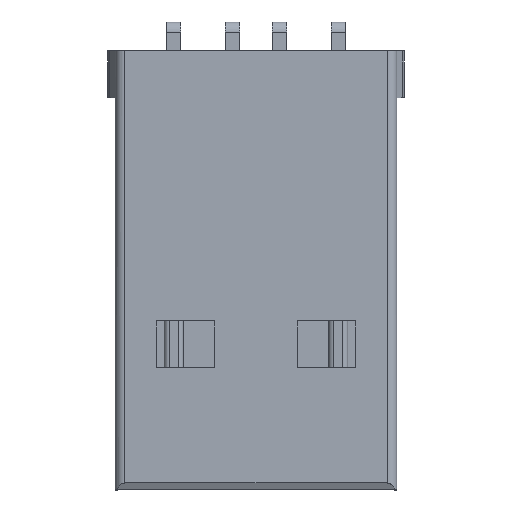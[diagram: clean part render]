
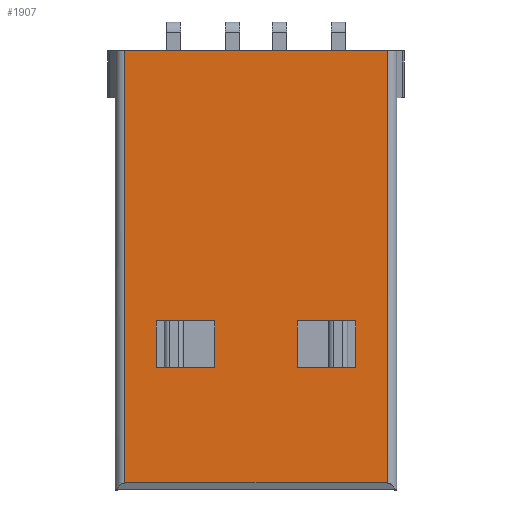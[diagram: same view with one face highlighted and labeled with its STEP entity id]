
A CAD part, front view. The second image highlights one B-rep face of the part: STEP entity #1907.
In plain terms, the highlighted face is planar.
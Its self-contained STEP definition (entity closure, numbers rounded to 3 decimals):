
#5 = VERTEX_POINT ( 'NONE', #2066 ) ;
#33 = CARTESIAN_POINT ( 'NONE',  ( -1.75, -12.5, 3.1 ) ) ;
#304 = VECTOR ( 'NONE', #6833, 1000. ) ;
#716 = CARTESIAN_POINT ( 'NONE',  ( 7., -17.402, 3.1 ) ) ;
#729 = EDGE_CURVE ( 'NONE', #5, #992, #4115, .T. ) ;
#889 = CARTESIAN_POINT ( 'NONE',  ( 1.75, -9.85, 3.1 ) ) ;
#919 = EDGE_CURVE ( 'NONE', #992, #1161, #9093, .T. ) ;
#939 = CARTESIAN_POINT ( 'NONE',  ( -5.597, -3.1, 3.1 ) ) ;
#972 = VERTEX_POINT ( 'NONE', #33 ) ;
#992 = VERTEX_POINT ( 'NONE', #7946 ) ;
#1057 = ORIENTED_EDGE ( 'NONE', *, *, #4682, .F. ) ;
#1161 = VERTEX_POINT ( 'NONE', #3730 ) ;
#1484 = VECTOR ( 'NONE', #6334, 1000. ) ;
#1539 = CARTESIAN_POINT ( 'NONE',  ( -5.597, 1., 3.1 ) ) ;
#1625 = LINE ( 'NONE', #716, #8946 ) ;
#1704 = EDGE_LOOP ( 'NONE', ( #1057, #6114, #6726, #5815 ) ) ;
#1707 = DIRECTION ( 'NONE',  ( 0., 1., 0. ) ) ;
#1764 = LINE ( 'NONE', #3221, #7118 ) ;
#1795 = CARTESIAN_POINT ( 'NONE',  ( -4.25, -9.85, 3.1 ) ) ;
#1907 = ADVANCED_FACE ( 'NONE', ( #3300, #6088, #6965 ), #5408, .T. ) ;
#2011 = EDGE_CURVE ( 'NONE', #972, #6682, #5895, .T. ) ;
#2066 = CARTESIAN_POINT ( 'NONE',  ( 1.75, -10.5, 3.1 ) ) ;
#2165 = VERTEX_POINT ( 'NONE', #8337 ) ;
#2172 = VECTOR ( 'NONE', #9092, 1000. ) ;
#2203 = ORIENTED_EDGE ( 'NONE', *, *, #8832, .T. ) ;
#2303 = EDGE_CURVE ( 'NONE', #5986, #2503, #4655, .T. ) ;
#2503 = VERTEX_POINT ( 'NONE', #1539 ) ;
#2761 = VERTEX_POINT ( 'NONE', #8484 ) ;
#2973 = ORIENTED_EDGE ( 'NONE', *, *, #2011, .T. ) ;
#3119 = VECTOR ( 'NONE', #8362, 1000. ) ;
#3124 = DIRECTION ( 'NONE',  ( -1., 0., 0. ) ) ;
#3133 = ORIENTED_EDGE ( 'NONE', *, *, #6137, .T. ) ;
#3166 = CARTESIAN_POINT ( 'NONE',  ( -1.75, -10.5, 3.1 ) ) ;
#3221 = CARTESIAN_POINT ( 'NONE',  ( 5., -12.5, 3.1 ) ) ;
#3300 = FACE_BOUND ( 'NONE', #6665, .T. ) ;
#3351 = LINE ( 'NONE', #7012, #2172 ) ;
#3398 = EDGE_CURVE ( 'NONE', #3462, #4542, #3351, .T. ) ;
#3462 = VERTEX_POINT ( 'NONE', #6416 ) ;
#3493 = CARTESIAN_POINT ( 'NONE',  ( 5.597, -3.1, 3.1 ) ) ;
#3516 = EDGE_CURVE ( 'NONE', #9066, #2165, #1625, .T. ) ;
#3730 = CARTESIAN_POINT ( 'NONE',  ( 4.25, -12.5, 3.1 ) ) ;
#4115 = LINE ( 'NONE', #7585, #304 ) ;
#4219 = DIRECTION ( 'NONE',  ( 0., 1., 0. ) ) ;
#4438 = LINE ( 'NONE', #939, #6044 ) ;
#4542 = VERTEX_POINT ( 'NONE', #3166 ) ;
#4655 = LINE ( 'NONE', #5974, #8325 ) ;
#4682 = EDGE_CURVE ( 'NONE', #2165, #2503, #4438, .T. ) ;
#4800 = VECTOR ( 'NONE', #7936, 1000. ) ;
#4845 = ORIENTED_EDGE ( 'NONE', *, *, #6547, .T. ) ;
#4939 = CARTESIAN_POINT ( 'NONE',  ( 7., -8.201, 3.1 ) ) ;
#4949 = VECTOR ( 'NONE', #6417, 1000. ) ;
#5264 = CARTESIAN_POINT ( 'NONE',  ( 2., -12.5, 3.1 ) ) ;
#5408 = PLANE ( 'NONE',  #8905 ) ;
#5463 = EDGE_CURVE ( 'NONE', #6682, #3462, #7386, .T. ) ;
#5599 = LINE ( 'NONE', #9054, #1484 ) ;
#5635 = DIRECTION ( 'NONE',  ( 0., 1., 0. ) ) ;
#5815 = ORIENTED_EDGE ( 'NONE', *, *, #2303, .T. ) ;
#5895 = LINE ( 'NONE', #5264, #4800 ) ;
#5974 = CARTESIAN_POINT ( 'NONE',  ( 7., 1., 3.1 ) ) ;
#5986 = VERTEX_POINT ( 'NONE', #6149 ) ;
#6044 = VECTOR ( 'NONE', #6312, 1000. ) ;
#6088 = FACE_BOUND ( 'NONE', #8926, .T. ) ;
#6114 = ORIENTED_EDGE ( 'NONE', *, *, #3516, .F. ) ;
#6137 = EDGE_CURVE ( 'NONE', #1161, #2761, #1764, .T. ) ;
#6149 = CARTESIAN_POINT ( 'NONE',  ( 5.597, 1., 3.1 ) ) ;
#6312 = DIRECTION ( 'NONE',  ( 0., 1., 0. ) ) ;
#6334 = DIRECTION ( 'NONE',  ( 0., -1., 0. ) ) ;
#6416 = CARTESIAN_POINT ( 'NONE',  ( -4.25, -10.5, 3.1 ) ) ;
#6417 = DIRECTION ( 'NONE',  ( 0., -1., 0. ) ) ;
#6506 = LINE ( 'NONE', #889, #8414 ) ;
#6547 = EDGE_CURVE ( 'NONE', #2761, #5, #6506, .T. ) ;
#6665 = EDGE_LOOP ( 'NONE', ( #6863, #2203, #2973, #7640 ) ) ;
#6682 = VERTEX_POINT ( 'NONE', #8667 ) ;
#6726 = ORIENTED_EDGE ( 'NONE', *, *, #8844, .F. ) ;
#6833 = DIRECTION ( 'NONE',  ( 1., 0., 0. ) ) ;
#6863 = ORIENTED_EDGE ( 'NONE', *, *, #3398, .T. ) ;
#6965 = FACE_OUTER_BOUND ( 'NONE', #1704, .T. ) ;
#7009 = CARTESIAN_POINT ( 'NONE',  ( 5.597, -17.402, 3.1 ) ) ;
#7012 = CARTESIAN_POINT ( 'NONE',  ( 2., -10.5, 3.1 ) ) ;
#7019 = LINE ( 'NONE', #3493, #3119 ) ;
#7116 = CARTESIAN_POINT ( 'NONE',  ( 4.25, -9.85, 3.1 ) ) ;
#7118 = VECTOR ( 'NONE', #3124, 1000. ) ;
#7386 = LINE ( 'NONE', #1795, #8018 ) ;
#7585 = CARTESIAN_POINT ( 'NONE',  ( 5., -10.5, 3.1 ) ) ;
#7640 = ORIENTED_EDGE ( 'NONE', *, *, #5463, .T. ) ;
#7716 = DIRECTION ( 'NONE',  ( 0., 0., 1. ) ) ;
#7936 = DIRECTION ( 'NONE',  ( -1., 0., 0. ) ) ;
#7946 = CARTESIAN_POINT ( 'NONE',  ( 4.25, -10.5, 3.1 ) ) ;
#8018 = VECTOR ( 'NONE', #1707, 1000. ) ;
#8325 = VECTOR ( 'NONE', #8823, 1000. ) ;
#8337 = CARTESIAN_POINT ( 'NONE',  ( -5.597, -17.402, 3.1 ) ) ;
#8362 = DIRECTION ( 'NONE',  ( 0., -1., 0. ) ) ;
#8414 = VECTOR ( 'NONE', #5635, 1000. ) ;
#8446 = DIRECTION ( 'NONE',  ( -1., 0., 0. ) ) ;
#8479 = ORIENTED_EDGE ( 'NONE', *, *, #729, .T. ) ;
#8484 = CARTESIAN_POINT ( 'NONE',  ( 1.75, -12.5, 3.1 ) ) ;
#8667 = CARTESIAN_POINT ( 'NONE',  ( -4.25, -12.5, 3.1 ) ) ;
#8823 = DIRECTION ( 'NONE',  ( -1., 0., 0. ) ) ;
#8832 = EDGE_CURVE ( 'NONE', #4542, #972, #5599, .T. ) ;
#8844 = EDGE_CURVE ( 'NONE', #5986, #9066, #7019, .T. ) ;
#8900 = ORIENTED_EDGE ( 'NONE', *, *, #919, .T. ) ;
#8905 = AXIS2_PLACEMENT_3D ( 'NONE', #4939, #7716, #4219 ) ;
#8926 = EDGE_LOOP ( 'NONE', ( #8479, #8900, #3133, #4845 ) ) ;
#8946 = VECTOR ( 'NONE', #8446, 1000. ) ;
#9054 = CARTESIAN_POINT ( 'NONE',  ( -1.75, -9.85, 3.1 ) ) ;
#9066 = VERTEX_POINT ( 'NONE', #7009 ) ;
#9092 = DIRECTION ( 'NONE',  ( 1., 0., 0. ) ) ;
#9093 = LINE ( 'NONE', #7116, #4949 ) ;
